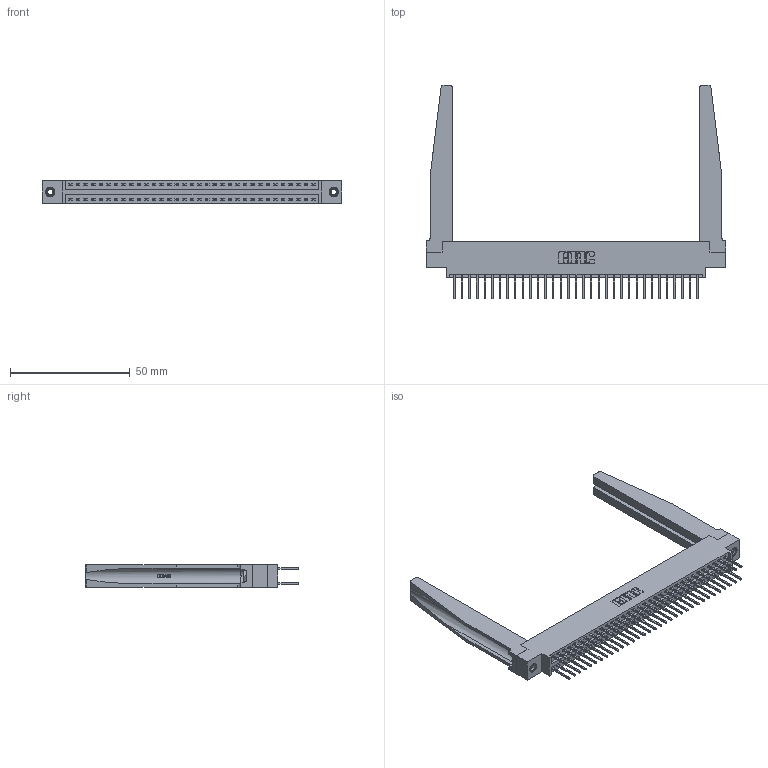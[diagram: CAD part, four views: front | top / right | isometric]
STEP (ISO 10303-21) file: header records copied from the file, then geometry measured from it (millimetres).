
FILE_DESCRIPTION (( 'STEP AP203' ), '1' );
FILE_NAME ('346-066-526-878.STEP', '2022-05-24T17:13:46', ( '' ), ( '' ), 'SwSTEP 2.0', 'SolidWorks 2020', '' );
FILE_SCHEMA (( 'CONFIG_CONTROL_DESIGN' ));
Length unit declared in the file: inch
Products named in the file (5): 346-066-526-878; 346-220-078_345-220-078; 345-292-001_345-293-126; 346 Part_0.170 Offset - 0.156 Dia-TH; 345-250-001_345-250-001-102
Assembly tree (71 placements, depth 2):
  346-066-526-878
    346 Part_0.170 Offset - 0.156 Dia-TH
    345-292-001_345-293-126  x66
    346-220-078_345-220-078  x2
    345-250-001_345-250-001-102  x2
Bounding box: 125.35 x 89.41 x 9.4 mm (x, y, z)
Volume: 18997.6 mm3; surface area: 23711.4 mm2
Topology: 71 solids, 71 shells, 3806 faces, 11215 edges, 7378 vertices
Faces by surface type: plane 2546, cylinder 1208, bspline 36, cone 12, torus 4
Entity records: 28062 total; most frequent: CARTESIAN_POINT 5581, ORIENTED_EDGE 4402, DIRECTION 3955, EDGE_CURVE 2201, VECTOR 1843, LINE 1843, VERTEX_POINT 1460, AXIS2_PLACEMENT_3D 1056
